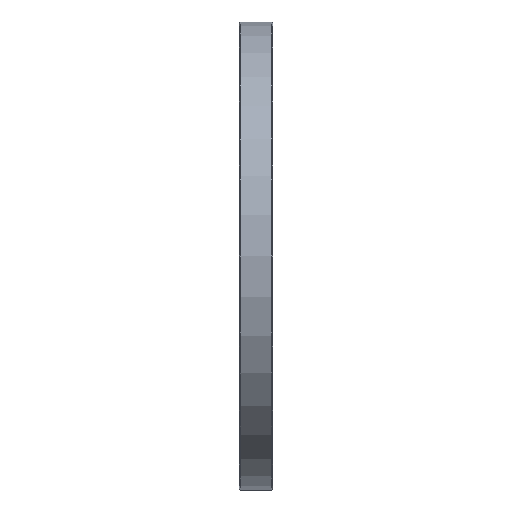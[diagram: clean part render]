
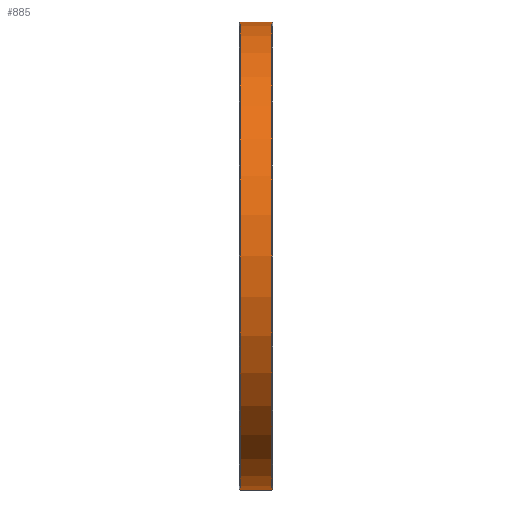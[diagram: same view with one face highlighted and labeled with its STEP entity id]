
A CAD part, left-side view. The second image highlights one B-rep face of the part: STEP entity #885.
In plain terms, the highlighted cylindrical face has radius 112.5 mm (diameter 225 mm), a partial arc.
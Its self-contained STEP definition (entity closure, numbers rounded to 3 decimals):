
#1 = CARTESIAN_POINT ( 'NONE',  ( 0., 16., -112.5 ) ) ;
#65 = VERTEX_POINT ( 'NONE', #1834 ) ;
#97 = CARTESIAN_POINT ( 'NONE',  ( 0., 16., 112.5 ) ) ;
#115 = CARTESIAN_POINT ( 'NONE',  ( 0., 0.4, -112.5 ) ) ;
#148 = VECTOR ( 'NONE', #426, 1000. ) ;
#182 = EDGE_LOOP ( 'NONE', ( #1779, #644, #1854, #1294 ) ) ;
#184 = DIRECTION ( 'NONE',  ( 0., -1., 0. ) ) ;
#360 = CIRCLE ( 'NONE', #1363, 112.5 ) ;
#402 = CARTESIAN_POINT ( 'NONE',  ( 0., 0.4, 0. ) ) ;
#426 = DIRECTION ( 'NONE',  ( 0., -1., 0. ) ) ;
#443 = EDGE_CURVE ( 'NONE', #1393, #1233, #1613, .T. ) ;
#521 = CARTESIAN_POINT ( 'NONE',  ( 0., 15.6, 0. ) ) ;
#554 = DIRECTION ( 'NONE',  ( 0., 0., 1. ) ) ;
#644 = ORIENTED_EDGE ( 'NONE', *, *, #1858, .T. ) ;
#674 = DIRECTION ( 'NONE',  ( 0., 0., 1. ) ) ;
#810 = VECTOR ( 'NONE', #184, 1000. ) ;
#885 = ADVANCED_FACE ( 'NONE', ( #1181 ), #1526, .T. ) ;
#996 = DIRECTION ( 'NONE',  ( 0., -1., 0. ) ) ;
#1065 = CARTESIAN_POINT ( 'NONE',  ( 0., 15.6, -112.5 ) ) ;
#1133 = CARTESIAN_POINT ( 'NONE',  ( 0., 16., 0. ) ) ;
#1181 = FACE_OUTER_BOUND ( 'NONE', #182, .T. ) ;
#1233 = VERTEX_POINT ( 'NONE', #115 ) ;
#1236 = EDGE_CURVE ( 'NONE', #65, #1924, #1718, .T. ) ;
#1278 = CARTESIAN_POINT ( 'NONE',  ( 0., 0.4, 112.5 ) ) ;
#1294 = ORIENTED_EDGE ( 'NONE', *, *, #1624, .T. ) ;
#1363 = AXIS2_PLACEMENT_3D ( 'NONE', #402, #1458, #554 ) ;
#1393 = VERTEX_POINT ( 'NONE', #1065 ) ;
#1458 = DIRECTION ( 'NONE',  ( 0., 1., 0. ) ) ;
#1501 = CIRCLE ( 'NONE', #1524, 112.5 ) ;
#1524 = AXIS2_PLACEMENT_3D ( 'NONE', #521, #1581, #674 ) ;
#1526 = CYLINDRICAL_SURFACE ( 'NONE', #1912, 112.5 ) ;
#1581 = DIRECTION ( 'NONE',  ( 0., -1., 0. ) ) ;
#1591 = DIRECTION ( 'NONE',  ( 0., 0., -1. ) ) ;
#1613 = LINE ( 'NONE', #1, #810 ) ;
#1624 = EDGE_CURVE ( 'NONE', #1233, #1924, #360, .T. ) ;
#1718 = LINE ( 'NONE', #97, #148 ) ;
#1779 = ORIENTED_EDGE ( 'NONE', *, *, #1236, .F. ) ;
#1834 = CARTESIAN_POINT ( 'NONE',  ( 0., 15.6, 112.5 ) ) ;
#1854 = ORIENTED_EDGE ( 'NONE', *, *, #443, .T. ) ;
#1858 = EDGE_CURVE ( 'NONE', #65, #1393, #1501, .T. ) ;
#1912 = AXIS2_PLACEMENT_3D ( 'NONE', #1133, #996, #1591 ) ;
#1924 = VERTEX_POINT ( 'NONE', #1278 ) ;
